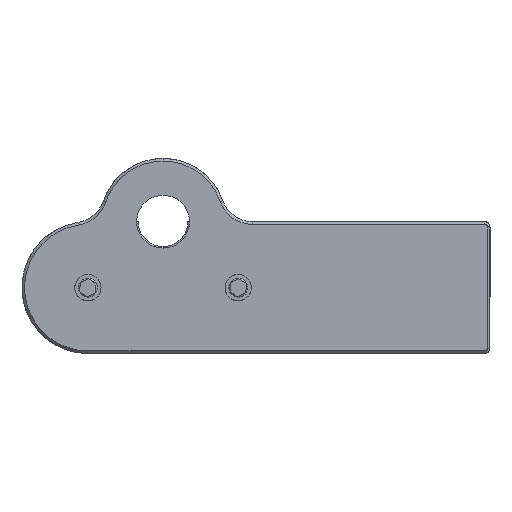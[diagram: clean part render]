
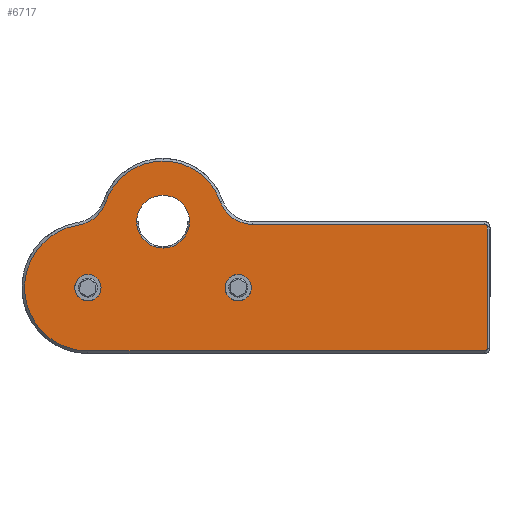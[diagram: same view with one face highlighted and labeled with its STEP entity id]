
A CAD part, front view. The second image highlights one B-rep face of the part: STEP entity #6717.
In plain terms, the highlighted planar face has unit normal (0, -1, 0).
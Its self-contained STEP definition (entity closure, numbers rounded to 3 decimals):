
#10 = CARTESIAN_POINT ( 'NONE',  ( -7.125, 0., -12.25 ) ) ;
#60 = CARTESIAN_POINT ( 'NONE',  ( 0., 0., 0. ) ) ;
#109 = EDGE_CURVE ( 'NONE', #2882, #7411, #4650, .T. ) ;
#113 = ORIENTED_EDGE ( 'NONE', *, *, #7874, .T. ) ;
#183 = ORIENTED_EDGE ( 'NONE', *, *, #4668, .T. ) ;
#263 = DIRECTION ( 'NONE',  ( 0., 1., 0. ) ) ;
#367 = CIRCLE ( 'NONE', #2551, 1.25 ) ;
#369 = CIRCLE ( 'NONE', #1843, 2.5 ) ;
#401 = CARTESIAN_POINT ( 'NONE',  ( 30.5, 0., -12.25 ) ) ;
#441 = EDGE_LOOP ( 'NONE', ( #3800, #4334 ) ) ;
#581 = CARTESIAN_POINT ( 'NONE',  ( -7.125, 0., -0.25 ) ) ;
#696 = DIRECTION ( 'NONE',  ( 0., -1., 0. ) ) ;
#803 = ORIENTED_EDGE ( 'NONE', *, *, #1041, .T. ) ;
#820 = CARTESIAN_POINT ( 'NONE',  ( 30.5, 0., -12. ) ) ;
#836 = CARTESIAN_POINT ( 'NONE',  ( 7.125, 0., -5. ) ) ;
#873 = DIRECTION ( 'NONE',  ( 0., 1., 0. ) ) ;
#917 = LINE ( 'NONE', #581, #3036 ) ;
#979 = AXIS2_PLACEMENT_3D ( 'NONE', #60, #696, #7832 ) ;
#1041 = EDGE_CURVE ( 'NONE', #7411, #5153, #1304, .T. ) ;
#1063 = EDGE_CURVE ( 'NONE', #5786, #2882, #2002, .T. ) ;
#1103 = CARTESIAN_POINT ( 'NONE',  ( 0., 0., 0. ) ) ;
#1121 = CARTESIAN_POINT ( 'NONE',  ( -8.031, 0., -0.319 ) ) ;
#1262 = VERTEX_POINT ( 'NONE', #7080 ) ;
#1304 = CIRCLE ( 'NONE', #2974, 3.25 ) ;
#1316 = FACE_BOUND ( 'NONE', #441, .T. ) ;
#1321 = DIRECTION ( 'NONE',  ( 0., 1., 0. ) ) ;
#1485 = CARTESIAN_POINT ( 'NONE',  ( 5.421, 0., 1.917 ) ) ;
#1492 = EDGE_CURVE ( 'NONE', #3560, #7780, #369, .T. ) ;
#1586 = PLANE ( 'NONE',  #2429 ) ;
#1733 = CIRCLE ( 'NONE', #979, 2.5 ) ;
#1759 = EDGE_CURVE ( 'NONE', #7780, #3560, #1733, .T. ) ;
#1843 = AXIS2_PLACEMENT_3D ( 'NONE', #1103, #8026, #4834 ) ;
#1977 = DIRECTION ( 'NONE',  ( 0., 0., 1. ) ) ;
#2002 = CIRCLE ( 'NONE', #4960, 5.75 ) ;
#2005 = FACE_OUTER_BOUND ( 'NONE', #5649, .T. ) ;
#2092 = EDGE_CURVE ( 'NONE', #1262, #6536, #917, .T. ) ;
#2161 = CARTESIAN_POINT ( 'NONE',  ( -7.125, 0., -6.25 ) ) ;
#2200 = CARTESIAN_POINT ( 'NONE',  ( 0., 0., -2.5 ) ) ;
#2256 = DIRECTION ( 'NONE',  ( 0., 1., 0. ) ) ;
#2429 = AXIS2_PLACEMENT_3D ( 'NONE', #2161, #873, #7277 ) ;
#2433 = CIRCLE ( 'NONE', #4661, 1.25 ) ;
#2457 = EDGE_CURVE ( 'NONE', #6582, #3389, #6199, .T. ) ;
#2551 = AXIS2_PLACEMENT_3D ( 'NONE', #6773, #7372, #3589 ) ;
#2581 = CARTESIAN_POINT ( 'NONE',  ( 8.485, 0., 3. ) ) ;
#2637 = AXIS2_PLACEMENT_3D ( 'NONE', #7499, #5031, #5059 ) ;
#2670 = ORIENTED_EDGE ( 'NONE', *, *, #109, .T. ) ;
#2800 = EDGE_CURVE ( 'NONE', #4131, #3065, #367, .T. ) ;
#2882 = VERTEX_POINT ( 'NONE', #7422 ) ;
#2952 = DIRECTION ( 'NONE',  ( 0., 1., 0. ) ) ;
#2974 = AXIS2_PLACEMENT_3D ( 'NONE', #6066, #2952, #7368 ) ;
#3033 = AXIS2_PLACEMENT_3D ( 'NONE', #820, #5935, #5397 ) ;
#3036 = VECTOR ( 'NONE', #4995, 1000. ) ;
#3065 = VERTEX_POINT ( 'NONE', #7061 ) ;
#3131 = CIRCLE ( 'NONE', #3033, 0.25 ) ;
#3161 = DIRECTION ( 'NONE',  ( 0., -1., 0. ) ) ;
#3215 = AXIS2_PLACEMENT_3D ( 'NONE', #4100, #263, #7358 ) ;
#3263 = ORIENTED_EDGE ( 'NONE', *, *, #6306, .T. ) ;
#3321 = EDGE_CURVE ( 'NONE', #5946, #7182, #5193, .T. ) ;
#3336 = CARTESIAN_POINT ( 'NONE',  ( 30.75, 0., -0.5 ) ) ;
#3389 = VERTEX_POINT ( 'NONE', #401 ) ;
#3461 = AXIS2_PLACEMENT_3D ( 'NONE', #6969, #3161, #7574 ) ;
#3469 = DIRECTION ( 'NONE',  ( 0., 0., 1. ) ) ;
#3550 = CIRCLE ( 'NONE', #3215, 1.25 ) ;
#3560 = VERTEX_POINT ( 'NONE', #5080 ) ;
#3580 = ORIENTED_EDGE ( 'NONE', *, *, #2092, .T. ) ;
#3589 = DIRECTION ( 'NONE',  ( 0., 0., 1. ) ) ;
#3604 = CARTESIAN_POINT ( 'NONE',  ( -5.445, 0., 1.849 ) ) ;
#3707 = CARTESIAN_POINT ( 'NONE',  ( 0., 0., 0. ) ) ;
#3798 = FACE_BOUND ( 'NONE', #5974, .T. ) ;
#3800 = ORIENTED_EDGE ( 'NONE', *, *, #1759, .F. ) ;
#4042 = ORIENTED_EDGE ( 'NONE', *, *, #2457, .T. ) ;
#4082 = CARTESIAN_POINT ( 'NONE',  ( -7.125, 0., -7.5 ) ) ;
#4100 = CARTESIAN_POINT ( 'NONE',  ( -7.125, 0., -6.25 ) ) ;
#4105 = ORIENTED_EDGE ( 'NONE', *, *, #5464, .T. ) ;
#4131 = VERTEX_POINT ( 'NONE', #836 ) ;
#4275 = CIRCLE ( 'NONE', #5523, 3.25 ) ;
#4328 = CARTESIAN_POINT ( 'NONE',  ( 30.75, 0., -12. ) ) ;
#4334 = ORIENTED_EDGE ( 'NONE', *, *, #1492, .F. ) ;
#4650 = CIRCLE ( 'NONE', #7454, 5.75 ) ;
#4661 = AXIS2_PLACEMENT_3D ( 'NONE', #7328, #2256, #6047 ) ;
#4668 = EDGE_CURVE ( 'NONE', #5153, #6582, #8008, .T. ) ;
#4723 = EDGE_CURVE ( 'NONE', #6536, #5786, #4275, .T. ) ;
#4834 = DIRECTION ( 'NONE',  ( 0., 0., -1. ) ) ;
#4932 = DIRECTION ( 'NONE',  ( 0., -1., 0. ) ) ;
#4960 = AXIS2_PLACEMENT_3D ( 'NONE', #3707, #4932, #5671 ) ;
#4965 = CIRCLE ( 'NONE', #6274, 1.25 ) ;
#4995 = DIRECTION ( 'NONE',  ( -1., 0., 0. ) ) ;
#5031 = DIRECTION ( 'NONE',  ( 0., -1., 0. ) ) ;
#5059 = DIRECTION ( 'NONE',  ( 0., 0., 1. ) ) ;
#5080 = CARTESIAN_POINT ( 'NONE',  ( 0., 0., 2.5 ) ) ;
#5153 = VERTEX_POINT ( 'NONE', #1121 ) ;
#5185 = EDGE_LOOP ( 'NONE', ( #6073, #4105 ) ) ;
#5193 = LINE ( 'NONE', #6641, #6068 ) ;
#5397 = DIRECTION ( 'NONE',  ( 0., 0., 1. ) ) ;
#5458 = CIRCLE ( 'NONE', #3461, 0.25 ) ;
#5464 = EDGE_CURVE ( 'NONE', #7320, #7813, #4965, .T. ) ;
#5523 = AXIS2_PLACEMENT_3D ( 'NONE', #2581, #1321, #6977 ) ;
#5649 = EDGE_LOOP ( 'NONE', ( #803, #183, #4042, #3263, #7149, #5841, #3580, #7647, #7908, #2670 ) ) ;
#5671 = DIRECTION ( 'NONE',  ( 0., 0., 1. ) ) ;
#5697 = VECTOR ( 'NONE', #8222, 1000. ) ;
#5755 = CARTESIAN_POINT ( 'NONE',  ( 0., 0., 0. ) ) ;
#5786 = VERTEX_POINT ( 'NONE', #1485 ) ;
#5814 = DIRECTION ( 'NONE',  ( 0., -1., 0. ) ) ;
#5841 = ORIENTED_EDGE ( 'NONE', *, *, #7605, .T. ) ;
#5935 = DIRECTION ( 'NONE',  ( 0., -1., 0. ) ) ;
#5946 = VERTEX_POINT ( 'NONE', #4328 ) ;
#5974 = EDGE_LOOP ( 'NONE', ( #7417, #113 ) ) ;
#5993 = CARTESIAN_POINT ( 'NONE',  ( -7.125, 0., -5. ) ) ;
#6047 = DIRECTION ( 'NONE',  ( 0., 0., 1. ) ) ;
#6066 = CARTESIAN_POINT ( 'NONE',  ( -8.522, 0., 2.894 ) ) ;
#6068 = VECTOR ( 'NONE', #3469, 1000. ) ;
#6073 = ORIENTED_EDGE ( 'NONE', *, *, #7809, .T. ) ;
#6142 = DIRECTION ( 'NONE',  ( 0., 1., 0. ) ) ;
#6174 = DIRECTION ( 'NONE',  ( 0., 0., 1. ) ) ;
#6199 = LINE ( 'NONE', #10, #5697 ) ;
#6274 = AXIS2_PLACEMENT_3D ( 'NONE', #6842, #6142, #6174 ) ;
#6306 = EDGE_CURVE ( 'NONE', #3389, #5946, #3131, .T. ) ;
#6536 = VERTEX_POINT ( 'NONE', #7415 ) ;
#6582 = VERTEX_POINT ( 'NONE', #7549 ) ;
#6641 = CARTESIAN_POINT ( 'NONE',  ( 30.75, 0., -6.25 ) ) ;
#6717 = ADVANCED_FACE ( 'NONE', ( #2005, #1316, #7187, #3798 ), #1586, .F. ) ;
#6773 = CARTESIAN_POINT ( 'NONE',  ( 7.125, 0., -6.25 ) ) ;
#6842 = CARTESIAN_POINT ( 'NONE',  ( -7.125, 0., -6.25 ) ) ;
#6969 = CARTESIAN_POINT ( 'NONE',  ( 30.5, 0., -0.5 ) ) ;
#6977 = DIRECTION ( 'NONE',  ( 0., 0., 1. ) ) ;
#7061 = CARTESIAN_POINT ( 'NONE',  ( 7.125, 0., -7.5 ) ) ;
#7080 = CARTESIAN_POINT ( 'NONE',  ( 30.5, 0., -0.25 ) ) ;
#7149 = ORIENTED_EDGE ( 'NONE', *, *, #3321, .T. ) ;
#7182 = VERTEX_POINT ( 'NONE', #3336 ) ;
#7187 = FACE_BOUND ( 'NONE', #5185, .T. ) ;
#7277 = DIRECTION ( 'NONE',  ( 0., 0., 1. ) ) ;
#7320 = VERTEX_POINT ( 'NONE', #4082 ) ;
#7328 = CARTESIAN_POINT ( 'NONE',  ( 7.125, 0., -6.25 ) ) ;
#7358 = DIRECTION ( 'NONE',  ( 0., 0., 1. ) ) ;
#7368 = DIRECTION ( 'NONE',  ( 0., 0., 1. ) ) ;
#7372 = DIRECTION ( 'NONE',  ( 0., 1., 0. ) ) ;
#7411 = VERTEX_POINT ( 'NONE', #3604 ) ;
#7415 = CARTESIAN_POINT ( 'NONE',  ( 8.485, 0., -0.25 ) ) ;
#7417 = ORIENTED_EDGE ( 'NONE', *, *, #2800, .T. ) ;
#7422 = CARTESIAN_POINT ( 'NONE',  ( 0., 0., 5.75 ) ) ;
#7454 = AXIS2_PLACEMENT_3D ( 'NONE', #5755, #5814, #1977 ) ;
#7499 = CARTESIAN_POINT ( 'NONE',  ( -7.125, 0., -6.25 ) ) ;
#7549 = CARTESIAN_POINT ( 'NONE',  ( -7.125, 0., -12.25 ) ) ;
#7574 = DIRECTION ( 'NONE',  ( 0., 0., 1. ) ) ;
#7605 = EDGE_CURVE ( 'NONE', #7182, #1262, #5458, .T. ) ;
#7647 = ORIENTED_EDGE ( 'NONE', *, *, #4723, .T. ) ;
#7780 = VERTEX_POINT ( 'NONE', #2200 ) ;
#7809 = EDGE_CURVE ( 'NONE', #7813, #7320, #3550, .T. ) ;
#7813 = VERTEX_POINT ( 'NONE', #5993 ) ;
#7832 = DIRECTION ( 'NONE',  ( 0., 0., -1. ) ) ;
#7874 = EDGE_CURVE ( 'NONE', #3065, #4131, #2433, .T. ) ;
#7908 = ORIENTED_EDGE ( 'NONE', *, *, #1063, .T. ) ;
#8008 = CIRCLE ( 'NONE', #2637, 6. ) ;
#8026 = DIRECTION ( 'NONE',  ( 0., -1., 0. ) ) ;
#8222 = DIRECTION ( 'NONE',  ( 1., 0., 0. ) ) ;
